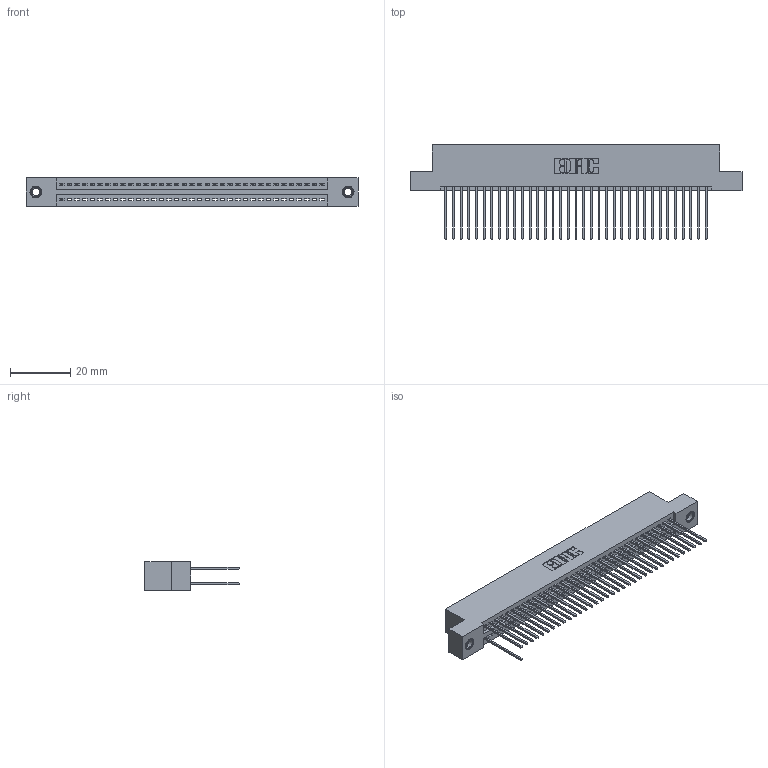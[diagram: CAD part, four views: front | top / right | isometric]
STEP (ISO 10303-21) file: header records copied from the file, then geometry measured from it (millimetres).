
FILE_DESCRIPTION (( 'STEP AP203' ), '1' );
FILE_NAME ('395-070-542-207.STEP', '2018-11-26T21:07:33', ( '' ), ( '' ), 'SwSTEP 2.0', 'SolidWorks 2016', '' );
FILE_SCHEMA (( 'CONFIG_CONTROL_DESIGN' ));
Length unit declared in the file: inch
Products named in the file (4): 345-292-001_345-293-142; 345 Part_Flush Mounting Lugs - 0.156 Dia-TI; 345-250-001_345-250-005-103; 395-070-542-207
Assembly tree (39 placements, depth 2):
  395-070-542-207
    345 Part_Flush Mounting Lugs - 0.156 Dia-TI
    345-292-001_345-293-142  x36
    345-250-001_345-250-005-103  x2
Bounding box: 110.11 x 31.29 x 9.4 mm (x, y, z)
Volume: 10478.9 mm3; surface area: 14430.4 mm2
Topology: 39 solids, 39 shells, 2258 faces, 6759 edges, 4450 vertices
Faces by surface type: plane 1538, cylinder 704, cone 12, torus 4
Entity records: 28520 total; most frequent: CARTESIAN_POINT 4917, ORIENTED_EDGE 4878, DIRECTION 4333, EDGE_CURVE 2439, LINE 2147, VECTOR 2147, VERTEX_POINT 1620, AXIS2_PLACEMENT_3D 1093
